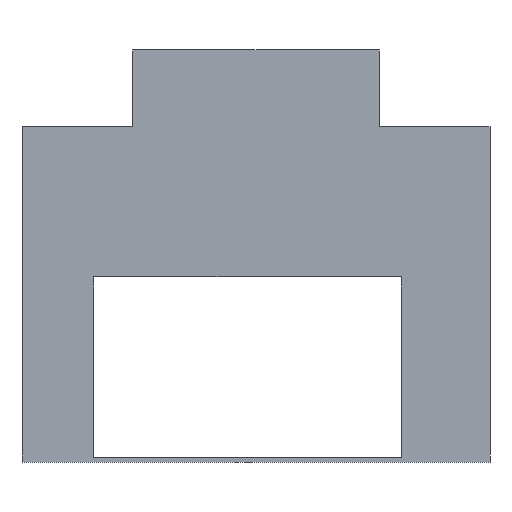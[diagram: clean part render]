
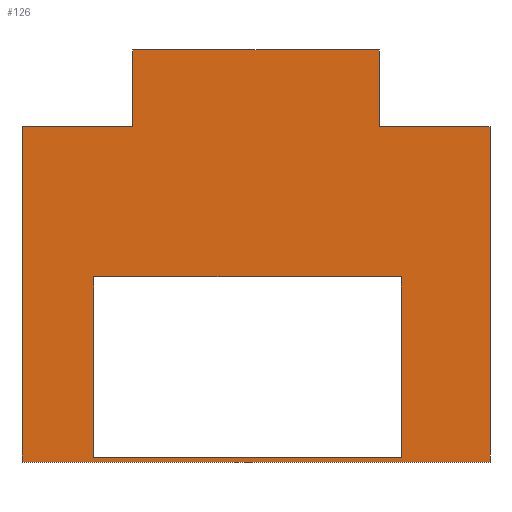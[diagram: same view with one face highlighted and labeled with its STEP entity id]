
A CAD part, front view. The second image highlights one B-rep face of the part: STEP entity #126.
In plain terms, the highlighted planar face has unit normal (0, -1, 0).
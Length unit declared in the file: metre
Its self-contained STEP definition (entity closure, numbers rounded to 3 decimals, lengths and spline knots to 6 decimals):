
#106 = EDGE_CURVE( '', #287, #288, #289, .T. );
#112 = EDGE_CURVE( '', #299, #292, #300, .T. );
#116 = EDGE_CURVE( '', #306, #307, #308, .T. );
#126 = ADVANCED_FACE( '', ( #323, #324 ), #325, .T. );
#136 = EDGE_CURVE( '', #341, #299, #342, .T. );
#148 = EDGE_CURVE( '', #357, #287, #358, .T. );
#156 = EDGE_CURVE( '', #292, #370, #371, .T. );
#158 = EDGE_CURVE( '', #307, #357, #373, .T. );
#186 = EDGE_CURVE( '', #400, #414, #415, .T. );
#194 = EDGE_CURVE( '', #288, #400, #426, .T. );
#220 = EDGE_CURVE( '', #303, #306, #458, .T. );
#228 = EDGE_CURVE( '', #370, #341, #468, .T. );
#258 = EDGE_CURVE( '', #414, #303, #503, .T. );
#287 = VERTEX_POINT( '', #523 );
#288 = VERTEX_POINT( '', #524 );
#289 = LINE( '', #525, #526 );
#292 = VERTEX_POINT( '', #530 );
#299 = VERTEX_POINT( '', #541 );
#300 = LINE( '', #542, #543 );
#303 = VERTEX_POINT( '', #547 );
#306 = VERTEX_POINT( '', #552 );
#307 = VERTEX_POINT( '', #553 );
#308 = LINE( '', #554, #555 );
#323 = FACE_OUTER_BOUND( '', #574, .T. );
#324 = FACE_BOUND( '', #575, .T. );
#325 = PLANE( '', #576 );
#341 = VERTEX_POINT( '', #601 );
#342 = LINE( '', #602, #603 );
#357 = VERTEX_POINT( '', #625 );
#358 = LINE( '', #626, #627 );
#370 = VERTEX_POINT( '', #644 );
#371 = LINE( '', #645, #646 );
#373 = LINE( '', #649, #650 );
#400 = VERTEX_POINT( '', #690 );
#414 = VERTEX_POINT( '', #708 );
#415 = LINE( '', #709, #710 );
#426 = LINE( '', #724, #725 );
#458 = LINE( '', #774, #775 );
#468 = LINE( '', #790, #791 );
#503 = LINE( '', #847, #848 );
#523 = CARTESIAN_POINT( '', ( 0.003317, -0.008235, 0.012597 ) );
#524 = CARTESIAN_POINT( '', ( -0.003317, -0.008235, 0.012597 ) );
#525 = CARTESIAN_POINT( '', ( 0.003317, -0.008235, 0.012597 ) );
#526 = VECTOR( '', #870, 1. );
#530 = CARTESIAN_POINT( '', ( -0.004355, -0.008235, 0.001643 ) );
#541 = CARTESIAN_POINT( '', ( 0.0039, -0.008235, 0.001643 ) );
#542 = CARTESIAN_POINT( '', ( -0.002177, -0.008235, 0.001643 ) );
#543 = VECTOR( '', #873, 1. );
#547 = CARTESIAN_POINT( '', ( -0.006284, -0.008235, 0.001532 ) );
#552 = CARTESIAN_POINT( '', ( 0.006284, -0.008235, 0.001532 ) );
#553 = CARTESIAN_POINT( '', ( 0.006284, -0.008235, 0.010534 ) );
#554 = CARTESIAN_POINT( '', ( 0.006284, -0.008235, 0.001532 ) );
#555 = VECTOR( '', #875, 1. );
#574 = EDGE_LOOP( '', ( #895, #896, #897, #898, #899, #900, #901, #902 ) );
#575 = EDGE_LOOP( '', ( #903, #904, #905, #906 ) );
#576 = AXIS2_PLACEMENT_3D( '', #907, #908, #909 );
#601 = CARTESIAN_POINT( '', ( 0.0039, -0.008235, 0.006502 ) );
#602 = CARTESIAN_POINT( '', ( 0.0039, -0.008235, 0.003838 ) );
#603 = VECTOR( '', #914, 1. );
#625 = CARTESIAN_POINT( '', ( 0.003317, -0.008235, 0.010534 ) );
#626 = CARTESIAN_POINT( '', ( 0.003317, -0.008235, 0.008471 ) );
#627 = VECTOR( '', #934, 1. );
#644 = CARTESIAN_POINT( '', ( -0.004355, -0.008235, 0.006502 ) );
#645 = CARTESIAN_POINT( '', ( -0.004355, -0.008235, 0.006267 ) );
#646 = VECTOR( '', #957, 1. );
#649 = CARTESIAN_POINT( '', ( 0.006284, -0.008235, 0.010534 ) );
#650 = VECTOR( '', #958, 1. );
#690 = CARTESIAN_POINT( '', ( -0.003317, -0.008235, 0.010534 ) );
#708 = CARTESIAN_POINT( '', ( -0.006284, -0.008235, 0.010534 ) );
#709 = CARTESIAN_POINT( '', ( 0.006284, -0.008235, 0.010534 ) );
#710 = VECTOR( '', #1007, 1. );
#724 = CARTESIAN_POINT( '', ( -0.003317, -0.008235, 0.012597 ) );
#725 = VECTOR( '', #1025, 1. );
#774 = CARTESIAN_POINT( '', ( -0.006284, -0.008235, 0.001532 ) );
#775 = VECTOR( '', #1066, 1. );
#790 = CARTESIAN_POINT( '', ( 0.00195, -0.008235, 0.006502 ) );
#791 = VECTOR( '', #1077, 1. );
#847 = CARTESIAN_POINT( '', ( -0.006284, -0.008235, 0.010534 ) );
#848 = VECTOR( '', #1132, 1. );
#870 = DIRECTION( '', ( -1., 0., 0. ) );
#873 = DIRECTION( '', ( -1., 0., 0. ) );
#875 = DIRECTION( '', ( 0., 0., 1. ) );
#895 = ORIENTED_EDGE( '', *, *, #186, .T. );
#896 = ORIENTED_EDGE( '', *, *, #258, .T. );
#897 = ORIENTED_EDGE( '', *, *, #220, .T. );
#898 = ORIENTED_EDGE( '', *, *, #116, .T. );
#899 = ORIENTED_EDGE( '', *, *, #158, .T. );
#900 = ORIENTED_EDGE( '', *, *, #148, .T. );
#901 = ORIENTED_EDGE( '', *, *, #106, .T. );
#902 = ORIENTED_EDGE( '', *, *, #194, .T. );
#903 = ORIENTED_EDGE( '', *, *, #156, .T. );
#904 = ORIENTED_EDGE( '', *, *, #228, .T. );
#905 = ORIENTED_EDGE( '', *, *, #136, .T. );
#906 = ORIENTED_EDGE( '', *, *, #112, .T. );
#907 = CARTESIAN_POINT( '', ( 0., -0.008235, 0.006033 ) );
#908 = DIRECTION( '', ( 0., -1., 0. ) );
#909 = DIRECTION( '', ( 0., 0., -1. ) );
#914 = DIRECTION( '', ( 0., 0., -1. ) );
#934 = DIRECTION( '', ( 0., 0., 1. ) );
#957 = DIRECTION( '', ( 0., 0., 1. ) );
#958 = DIRECTION( '', ( -1., 0., 0. ) );
#1007 = DIRECTION( '', ( -1., 0., 0. ) );
#1025 = DIRECTION( '', ( 0., 0., -1. ) );
#1066 = DIRECTION( '', ( 1., 0., 0. ) );
#1077 = DIRECTION( '', ( 1., 0., 0. ) );
#1132 = DIRECTION( '', ( 0., 0., -1. ) );
